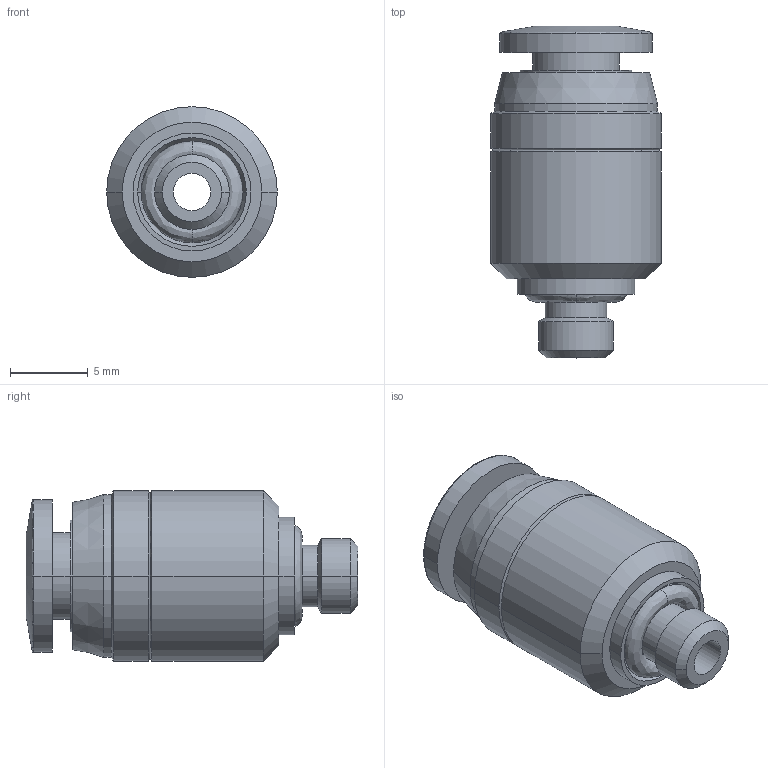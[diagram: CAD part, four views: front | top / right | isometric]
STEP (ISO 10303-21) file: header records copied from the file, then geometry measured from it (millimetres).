
FILE_DESCRIPTION (( 'STEP AP214' ), '1' );
FILE_NAME ('MSR532-10N.step', '2016-02-24T20:45:32', ( '' ), ( '' ), 'SwSTEP 2.0', 'SolidWorks 2015', '' );
FILE_SCHEMA (( 'AUTOMOTIVE_DESIGN' ));
Length unit declared in the file: inch
Products named in the file (1): MSR532-10N
Bounding box: 11 x 21.4 x 11 mm (x, y, z)
Volume: 1228.2 mm3; surface area: 1188.9 mm2
Topology: 2 solids, 2 shells, 63 faces, 134 edges, 80 vertices
Faces by surface type: cylinder 24, cone 20, bspline 10, plane 9
Entity records: 1999 total; most frequent: CARTESIAN_POINT 550, DIRECTION 328, ORIENTED_EDGE 268, AXIS2_PLACEMENT_3D 142, EDGE_CURVE 134, CIRCLE 88, VERTEX_POINT 80, EDGE_LOOP 72
